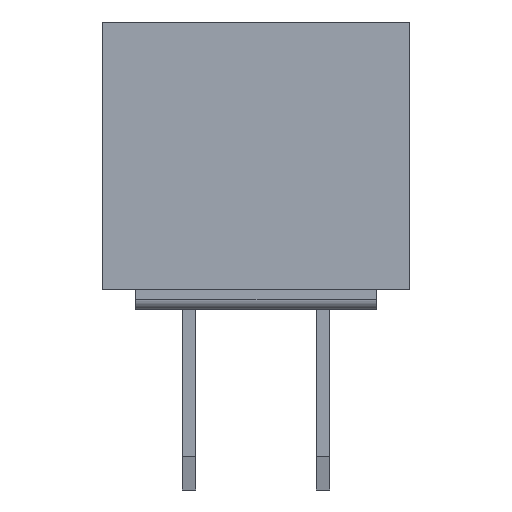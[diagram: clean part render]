
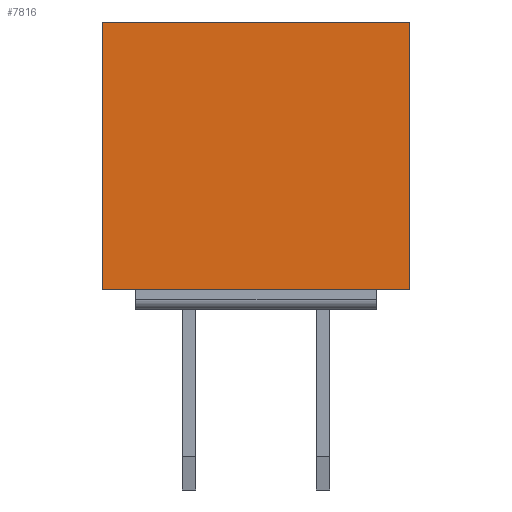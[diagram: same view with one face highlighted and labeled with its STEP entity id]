
A CAD part, left-side view. The second image highlights one B-rep face of the part: STEP entity #7816.
In plain terms, the highlighted free-form (B-spline) face has degree [1, 1] with [2, 2] control points.
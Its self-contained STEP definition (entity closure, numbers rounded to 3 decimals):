
#7496=CARTESIAN_POINT('',(-16.25,-2.3,4.3));
#7497=VERTEX_POINT('',#7496);
#7512=CARTESIAN_POINT('',(-16.25,2.3,4.3));
#7513=VERTEX_POINT('',#7512);
#7520=CARTESIAN_POINT('',(-16.25,-2.3,4.3));
#7521=DIRECTION('',(0.0,1.0,0.0));
#7522=VECTOR('',#7521,4.6);
#7523=LINE('',#7520,#7522);
#7524=EDGE_CURVE('',#7497,#7513,#7523,.T.);
#7726=CARTESIAN_POINT('',(-16.25,-2.3,0.3));
#7727=VERTEX_POINT('',#7726);
#7736=CARTESIAN_POINT('',(-16.25,2.3,0.3));
#7737=VERTEX_POINT('',#7736);
#7738=CARTESIAN_POINT('',(-16.25,2.3,0.3));
#7739=DIRECTION('',(0.0,-1.0,0.0));
#7740=VECTOR('',#7739,4.6);
#7741=LINE('',#7738,#7740);
#7742=EDGE_CURVE('',#7737,#7727,#7741,.T.);
#7788=CARTESIAN_POINT('',(-16.25,2.3,4.3));
#7789=DIRECTION('',(0.0,0.0,-1.0));
#7790=VECTOR('',#7789,4.0);
#7791=LINE('',#7788,#7790);
#7792=EDGE_CURVE('',#7513,#7737,#7791,.T.);
#7800=CARTESIAN_POINT('',(-16.25,-2.3,4.3));
#7801=CARTESIAN_POINT('',(-16.25,-2.3,0.3));
#7802=CARTESIAN_POINT('',(-16.25,2.3,4.3));
#7803=CARTESIAN_POINT('',(-16.25,2.3,0.3));
#7804=B_SPLINE_SURFACE_WITH_KNOTS('',1,1,((#7800,#7802),(#7801,#7803)),.UNSPECIFIED.,.F.,.F.,.U.,(2,2),(2,2),(0.0,4.0),(0.0,4.6),.UNSPECIFIED.);
#7805=CARTESIAN_POINT('',(-16.25,-2.3,4.3));
#7806=DIRECTION('',(0.0,0.0,-1.0));
#7807=VECTOR('',#7806,4.0);
#7808=LINE('',#7805,#7807);
#7809=EDGE_CURVE('',#7497,#7727,#7808,.T.);
#7810=ORIENTED_EDGE('',*,*,#7809,.F.);
#7811=ORIENTED_EDGE('',*,*,#7524,.T.);
#7812=ORIENTED_EDGE('',*,*,#7792,.T.);
#7813=ORIENTED_EDGE('',*,*,#7742,.T.);
#7814=EDGE_LOOP('',(#7810,#7811,#7812,#7813));
#7815=FACE_OUTER_BOUND('',#7814,.T.);
#7816=ADVANCED_FACE('',(#7815),#7804,.F.);
